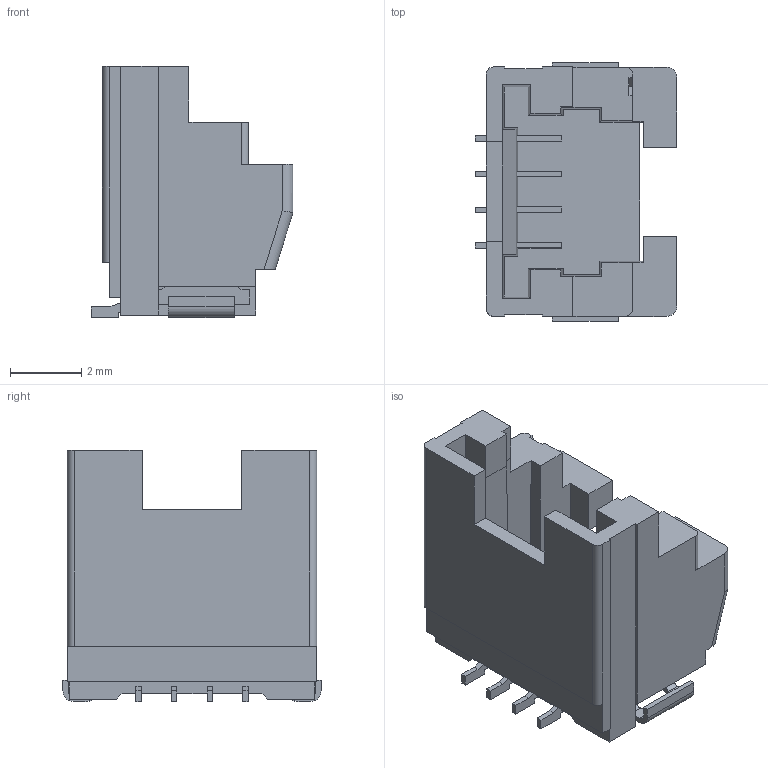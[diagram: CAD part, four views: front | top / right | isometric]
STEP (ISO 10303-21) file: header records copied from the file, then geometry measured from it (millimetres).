
FILE_DESCRIPTION(('STEP AP203'),'1');
FILE_NAME('df50a-4p-1v_51_.stp','2021-09-13T07:23:57',('TraceParts'),('TraceParts S.A.'),'Spatial InterOp 3D',' ',' ');
FILE_SCHEMA(('CONFIG_CONTROL_DESIGN'));
Length unit declared in the file: millimetre
Products named in the file (1): 1
Bounding box: 5.67 x 7.25 x 7.05 mm (x, y, z)
Volume: 104.8 mm3; surface area: 326.1 mm2
Topology: 1 solids, 1 shells, 221 faces, 633 edges, 412 vertices
Faces by surface type: plane 189, cylinder 32
Entity records: 7257 total; most frequent: CARTESIAN_POINT 1431, ORIENTED_EDGE 1266, DIRECTION 1107, EDGE_CURVE 633, LINE 571, VECTOR 571, VERTEX_POINT 412, AXIS2_PLACEMENT_3D 268
